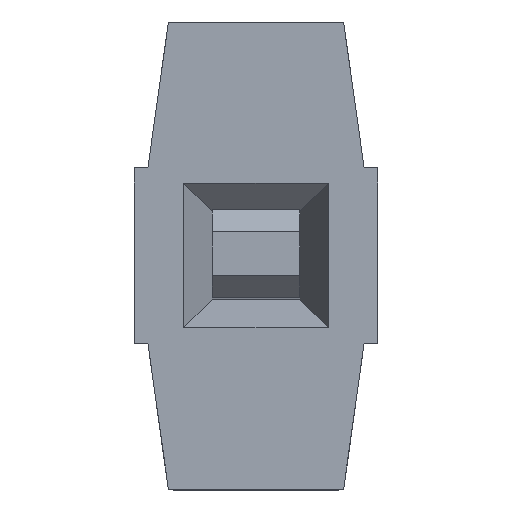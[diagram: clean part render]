
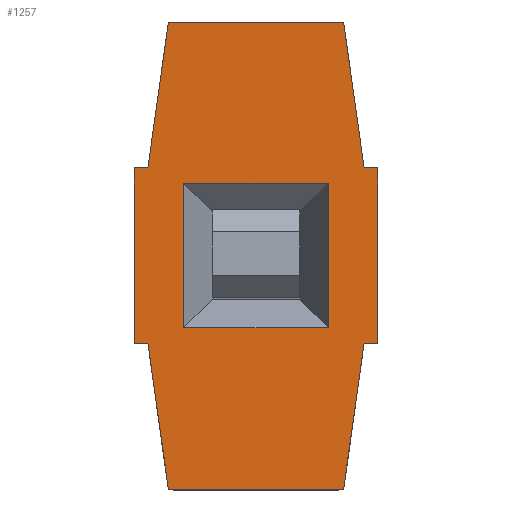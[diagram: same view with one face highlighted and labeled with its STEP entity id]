
A CAD part, top view. The second image highlights one B-rep face of the part: STEP entity #1257.
In plain terms, the highlighted planar face has unit normal (0, 0, 1).
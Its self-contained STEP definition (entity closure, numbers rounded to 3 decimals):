
#27=FACE_BOUND($,#128,.T.);
#58=FACE_OUTER_BOUND($,#127,.T.);
#127=EDGE_LOOP($,(#952,#953,#954,#955,#956,#957,#958,#959,#960,#961,#962,
#963));
#128=EDGE_LOOP($,(#964,#965,#966,#967));
#226=LINE($,#1816,#398);
#234=LINE($,#1834,#406);
#238=LINE($,#1843,#410);
#247=LINE($,#1862,#419);
#259=LINE($,#1887,#431);
#260=LINE($,#1889,#432);
#261=LINE($,#1890,#433);
#262=LINE($,#1892,#434);
#263=LINE($,#1893,#435);
#264=LINE($,#1895,#436);
#265=LINE($,#1896,#437);
#266=LINE($,#1897,#438);
#267=LINE($,#1900,#439);
#268=LINE($,#1902,#440);
#269=LINE($,#1904,#441);
#270=LINE($,#1905,#442);
#398=VECTOR($,#1479,0.914);
#406=VECTOR($,#1491,0.914);
#410=VECTOR($,#1497,0.914);
#419=VECTOR($,#1510,0.914);
#431=VECTOR($,#1526,0.071);
#432=VECTOR($,#1527,0.071);
#433=VECTOR($,#1528,0.769);
#434=VECTOR($,#1529,0.769);
#435=VECTOR($,#1530,0.071);
#436=VECTOR($,#1531,0.071);
#437=VECTOR($,#1532,0.769);
#438=VECTOR($,#1533,0.769);
#439=VECTOR($,#1534,0.753);
#440=VECTOR($,#1535,0.753);
#441=VECTOR($,#1536,0.753);
#442=VECTOR($,#1537,0.753);
#552=VERTEX_POINT($,#1813);
#553=VERTEX_POINT($,#1815);
#560=VERTEX_POINT($,#1831);
#561=VERTEX_POINT($,#1833);
#564=VERTEX_POINT($,#1840);
#565=VERTEX_POINT($,#1842);
#572=VERTEX_POINT($,#1860);
#573=VERTEX_POINT($,#1861);
#584=VERTEX_POINT($,#1886);
#585=VERTEX_POINT($,#1888);
#586=VERTEX_POINT($,#1891);
#587=VERTEX_POINT($,#1894);
#588=VERTEX_POINT($,#1898);
#589=VERTEX_POINT($,#1899);
#590=VERTEX_POINT($,#1901);
#591=VERTEX_POINT($,#1903);
#687=EDGE_CURVE($,#553,#552,#226,.T.);
#695=EDGE_CURVE($,#561,#560,#234,.T.);
#699=EDGE_CURVE($,#565,#564,#238,.T.);
#708=EDGE_CURVE($,#572,#573,#247,.T.);
#720=EDGE_CURVE($,#584,#572,#259,.T.);
#721=EDGE_CURVE($,#573,#585,#260,.T.);
#722=EDGE_CURVE($,#585,#561,#261,.T.);
#723=EDGE_CURVE($,#560,#586,#262,.T.);
#724=EDGE_CURVE($,#586,#553,#263,.T.);
#725=EDGE_CURVE($,#552,#587,#264,.T.);
#726=EDGE_CURVE($,#587,#565,#265,.T.);
#727=EDGE_CURVE($,#564,#584,#266,.T.);
#728=EDGE_CURVE($,#588,#589,#267,.T.);
#729=EDGE_CURVE($,#589,#590,#268,.T.);
#730=EDGE_CURVE($,#590,#591,#269,.T.);
#731=EDGE_CURVE($,#591,#588,#270,.T.);
#952=ORIENTED_EDGE($,*,*,#720,.T.);
#953=ORIENTED_EDGE($,*,*,#708,.T.);
#954=ORIENTED_EDGE($,*,*,#721,.T.);
#955=ORIENTED_EDGE($,*,*,#722,.T.);
#956=ORIENTED_EDGE($,*,*,#695,.T.);
#957=ORIENTED_EDGE($,*,*,#723,.T.);
#958=ORIENTED_EDGE($,*,*,#724,.T.);
#959=ORIENTED_EDGE($,*,*,#687,.T.);
#960=ORIENTED_EDGE($,*,*,#725,.T.);
#961=ORIENTED_EDGE($,*,*,#726,.T.);
#962=ORIENTED_EDGE($,*,*,#699,.T.);
#963=ORIENTED_EDGE($,*,*,#727,.T.);
#964=ORIENTED_EDGE($,*,*,#728,.T.);
#965=ORIENTED_EDGE($,*,*,#729,.T.);
#966=ORIENTED_EDGE($,*,*,#730,.T.);
#967=ORIENTED_EDGE($,*,*,#731,.T.);
#1190=PLANE($,#1332);
#1257=ADVANCED_FACE($,(#58,#27),#1190,.T.);
#1332=AXIS2_PLACEMENT_3D($,#1885,#1524,#1525);
#1479=DIRECTION($,(0.,1.,0.));
#1491=DIRECTION($,(1.,0.,0.));
#1497=DIRECTION($,(-1.,0.,0.));
#1510=DIRECTION($,(0.,-1.,0.));
#1524=DIRECTION('center_axis',(0.,0.,1.));
#1525=DIRECTION('ref_axis',(0.,-1.,0.));
#1526=DIRECTION($,(-1.,0.,0.));
#1527=DIRECTION($,(1.,0.,0.));
#1528=DIRECTION($,(0.139,-0.99,0.));
#1529=DIRECTION($,(0.139,0.99,0.));
#1530=DIRECTION($,(1.,0.,0.));
#1531=DIRECTION($,(-1.,0.,0.));
#1532=DIRECTION($,(-0.139,0.99,0.));
#1533=DIRECTION($,(-0.139,-0.99,0.));
#1534=DIRECTION($,(0.,1.,0.));
#1535=DIRECTION($,(1.,0.,0.));
#1536=DIRECTION($,(0.,-1.,0.));
#1537=DIRECTION($,(-1.,0.,0.));
#1813=CARTESIAN_POINT('',(0.635,0.457,2.54));
#1815=CARTESIAN_POINT('',(0.635,-0.457,2.54));
#1816=CARTESIAN_POINT($,(0.635,-1.219,2.54));
#1831=CARTESIAN_POINT('',(0.457,-1.219,2.54));
#1833=CARTESIAN_POINT('',(-0.457,-1.219,2.54));
#1834=CARTESIAN_POINT($,(-0.635,-1.219,2.54));
#1840=CARTESIAN_POINT('',(-0.457,1.219,2.54));
#1842=CARTESIAN_POINT('',(0.457,1.219,2.54));
#1843=CARTESIAN_POINT($,(0.635,1.219,2.54));
#1860=CARTESIAN_POINT('',(-0.635,0.457,2.54));
#1861=CARTESIAN_POINT('',(-0.635,-0.457,2.54));
#1862=CARTESIAN_POINT($,(-0.635,1.219,2.54));
#1885=CARTESIAN_POINT('Origin',(0.,0.,2.54));
#1886=CARTESIAN_POINT('',(-0.564,0.457,2.54));
#1887=CARTESIAN_POINT($,(-0.564,0.457,2.54));
#1888=CARTESIAN_POINT('',(-0.564,-0.457,2.54));
#1889=CARTESIAN_POINT($,(-0.706,-0.457,2.54));
#1890=CARTESIAN_POINT($,(-0.564,-0.457,2.54));
#1891=CARTESIAN_POINT('',(0.564,-0.457,2.54));
#1892=CARTESIAN_POINT($,(0.457,-1.219,2.54));
#1893=CARTESIAN_POINT($,(0.564,-0.457,2.54));
#1894=CARTESIAN_POINT('',(0.564,0.457,2.54));
#1895=CARTESIAN_POINT($,(0.706,0.457,2.54));
#1896=CARTESIAN_POINT($,(0.564,0.457,2.54));
#1897=CARTESIAN_POINT($,(-0.457,1.219,2.54));
#1898=CARTESIAN_POINT('',(-0.377,-0.377,2.54));
#1899=CARTESIAN_POINT('',(-0.377,0.377,2.54));
#1900=CARTESIAN_POINT($,(-0.377,0.,2.54));
#1901=CARTESIAN_POINT('',(0.377,0.377,2.54));
#1902=CARTESIAN_POINT($,(0.,0.377,2.54));
#1903=CARTESIAN_POINT('',(0.377,-0.377,2.54));
#1904=CARTESIAN_POINT($,(0.377,0.,2.54));
#1905=CARTESIAN_POINT($,(0.,-0.377,2.54));
